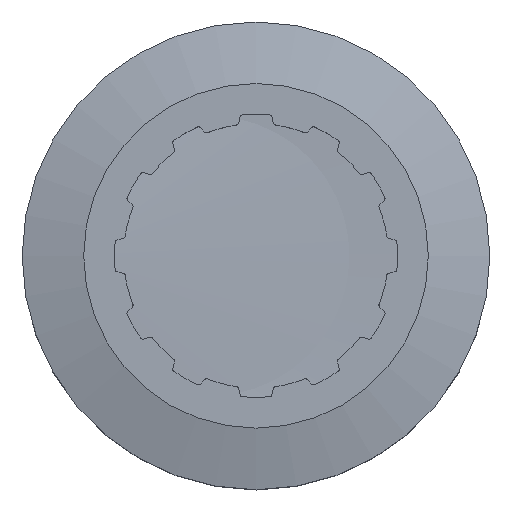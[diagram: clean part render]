
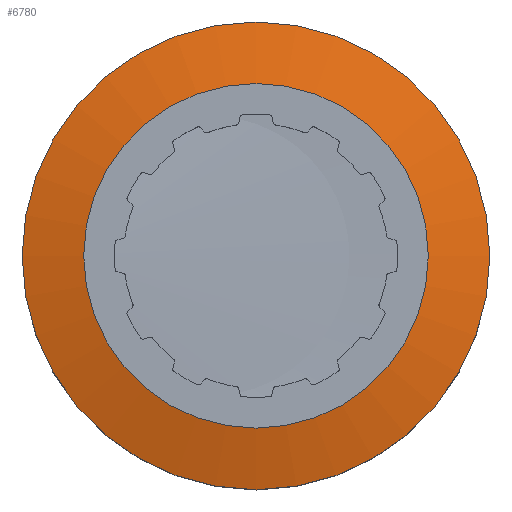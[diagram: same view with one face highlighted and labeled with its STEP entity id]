
A CAD part, top view. The second image highlights one B-rep face of the part: STEP entity #6780.
In plain terms, the highlighted conical face has half-angle 76.504 degrees and reference radius 16.5 mm.
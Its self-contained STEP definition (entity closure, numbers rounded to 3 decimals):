
#23=CONICAL_SURFACE('',#7535,16.5,1.335);
#415=CIRCLE('',#7293,14.);
#567=CIRCLE('',#7536,19.);
#568=CIRCLE('',#7537,19.);
#904=FACE_OUTER_BOUND('',#1264,.T.);
#1264=EDGE_LOOP('',(#6186,#6187,#6188,#6189,#6190));
#1907=LINE('',#14065,#2499);
#2499=VECTOR('',#9585,16.5);
#2983=VERTEX_POINT('',#13480);
#3180=VERTEX_POINT('',#14064);
#3181=VERTEX_POINT('',#14066);
#3903=EDGE_CURVE('',#2983,#2983,#415,.T.);
#4199=EDGE_CURVE('',#2983,#3180,#1907,.T.);
#4200=EDGE_CURVE('',#3180,#3181,#567,.T.);
#4201=EDGE_CURVE('',#3181,#3180,#568,.T.);
#6186=ORIENTED_EDGE('',*,*,#3903,.T.);
#6187=ORIENTED_EDGE('',*,*,#4199,.T.);
#6188=ORIENTED_EDGE('',*,*,#4200,.T.);
#6189=ORIENTED_EDGE('',*,*,#4201,.T.);
#6190=ORIENTED_EDGE('',*,*,#4199,.F.);
#6780=ADVANCED_FACE('',(#904),#23,.T.);
#7293=AXIS2_PLACEMENT_3D('',#13481,#8955,#8956);
#7535=AXIS2_PLACEMENT_3D('',#14063,#9583,#9584);
#7536=AXIS2_PLACEMENT_3D('',#14067,#9586,#9587);
#7537=AXIS2_PLACEMENT_3D('',#14068,#9588,#9589);
#8955=DIRECTION('center_axis',(0.,0.,-1.));
#8956=DIRECTION('ref_axis',(-1.,0.,0.));
#9583=DIRECTION('center_axis',(0.,0.,-1.));
#9584=DIRECTION('ref_axis',(-1.,0.,0.));
#9585=DIRECTION('',(0.972,0.,-0.233));
#9586=DIRECTION('center_axis',(0.,0.,1.));
#9587=DIRECTION('ref_axis',(-1.,0.,0.));
#9588=DIRECTION('center_axis',(0.,0.,1.));
#9589=DIRECTION('ref_axis',(-1.,0.,0.));
#13480=CARTESIAN_POINT('',(14.,0.,7.1));
#13481=CARTESIAN_POINT('Origin',(0.,0.,7.1));
#14063=CARTESIAN_POINT('Origin',(0.,0.,6.5));
#14064=CARTESIAN_POINT('',(19.,0.,5.9));
#14065=CARTESIAN_POINT('',(16.5,0.,6.5));
#14066=CARTESIAN_POINT('',(-19.,0.,5.9));
#14067=CARTESIAN_POINT('Origin',(0.,0.,5.9));
#14068=CARTESIAN_POINT('Origin',(0.,0.,5.9));
